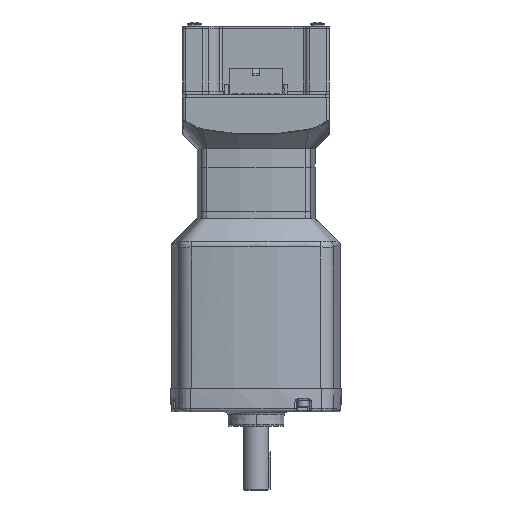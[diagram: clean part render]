
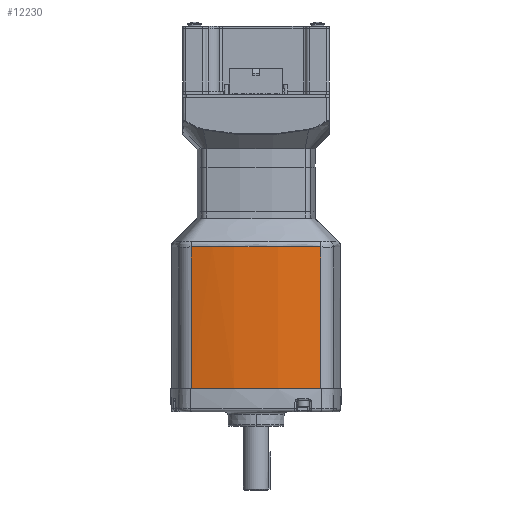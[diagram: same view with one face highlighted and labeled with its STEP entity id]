
A CAD part, front view. The second image highlights one B-rep face of the part: STEP entity #12230.
In plain terms, the highlighted cylindrical face has radius 148.082 mm (diameter 296.164 mm), a partial arc.
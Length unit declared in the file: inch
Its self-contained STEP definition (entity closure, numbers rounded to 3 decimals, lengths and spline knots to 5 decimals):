
#3076 = CYLINDRICAL_SURFACE ( 'NONE', #11640, 5.83 ) ;
#3078 = FACE_OUTER_BOUND ( 'NONE', #20482, .T. ) ;
#4725 = CARTESIAN_POINT ( 'NONE',  ( 1.28869, -1.54529, -0.70331 ) ) ;
#4727 = CARTESIAN_POINT ( 'NONE',  ( 1.29534, -1.54377, -0.70379 ) ) ;
#4729 = CARTESIAN_POINT ( 'NONE',  ( 1.28203, -1.5468, -0.70321 ) ) ;
#4730 = CARTESIAN_POINT ( 'NONE',  ( 1.26871, -1.54978, -0.70319 ) ) ;
#4731 = CARTESIAN_POINT ( 'NONE',  ( 1.24872, -1.55423, -0.70316 ) ) ;
#4732 = CARTESIAN_POINT ( 'NONE',  ( 1.20204, -1.56435, -0.70309 ) ) ;
#4733 = CARTESIAN_POINT ( 'NONE',  ( 1.16195, -1.5726, -0.70303 ) ) ;
#4734 = CARTESIAN_POINT ( 'NONE',  ( 1.08167, -1.58854, -0.70292 ) ) ;
#4735 = CARTESIAN_POINT ( 'NONE',  ( 0.97437, -1.60828, -0.70278 ) ) ;
#4736 = CARTESIAN_POINT ( 'NONE',  ( 0.86655, -1.625, -0.70268 ) ) ;
#4737 = CARTESIAN_POINT ( 'NONE',  ( 0.75845, -1.64021, -0.70258 ) ) ;
#4738 = CARTESIAN_POINT ( 'NONE',  ( 0.70423, -1.64707, -0.70255 ) ) ;
#4739 = CARTESIAN_POINT ( 'NONE',  ( 0.4332, -1.67748, -0.70236 ) ) ;
#4740 = CARTESIAN_POINT ( 'NONE',  ( 0.21646, -1.68951, -0.70227 ) ) ;
#4741 = CARTESIAN_POINT ( 'NONE',  ( -0.21689, -1.68949, -0.70227 ) ) ;
#4742 = CARTESIAN_POINT ( 'NONE',  ( -0.43349, -1.67744, -0.70236 ) ) ;
#4743 = CARTESIAN_POINT ( 'NONE',  ( -0.75827, -1.641, -0.70258 ) ) ;
#4744 = CARTESIAN_POINT ( 'NONE',  ( -0.86659, -1.62577, -0.70267 ) ) ;
#4745 = CARTESIAN_POINT ( 'NONE',  ( -1.02799, -1.59841, -0.70285 ) ) ;
#4746 = CARTESIAN_POINT ( 'NONE',  ( -1.08165, -1.58854, -0.70292 ) ) ;
#4747 = CARTESIAN_POINT ( 'NONE',  ( -1.16194, -1.5726, -0.70303 ) ) ;
#4748 = CARTESIAN_POINT ( 'NONE',  ( -1.20203, -1.56435, -0.70309 ) ) ;
#4749 = CARTESIAN_POINT ( 'NONE',  ( -1.24872, -1.55423, -0.70316 ) ) ;
#4750 = CARTESIAN_POINT ( 'NONE',  ( -1.26871, -1.54978, -0.70319 ) ) ;
#4751 = CARTESIAN_POINT ( 'NONE',  ( -1.28203, -1.5468, -0.70321 ) ) ;
#4752 = CARTESIAN_POINT ( 'NONE',  ( -1.28869, -1.54529, -0.70331 ) ) ;
#4753 = CARTESIAN_POINT ( 'NONE',  ( -1.29534, -1.54377, -0.70379 ) ) ;
#6324 = CARTESIAN_POINT ( 'NONE',  ( 0., 4.1405, -3.536 ) ) ;
#6326 = DIRECTION ( 'NONE',  ( 0., 0., -1. ) ) ;
#6328 = DIRECTION ( 'NONE',  ( -1., 0., 0. ) ) ;
#7013 = LINE ( 'NONE', #8541, #7028 ) ;
#7028 = VECTOR ( 'NONE', #8531, 39.37008 ) ;
#7043 = LINE ( 'NONE', #8572, #7047 ) ;
#7047 = VECTOR ( 'NONE', #8575, 39.37008 ) ;
#7688 = ORIENTED_EDGE ( 'NONE', *, *, #28728, .T. ) ;
#8531 = DIRECTION ( 'NONE',  ( 0., 0., -1. ) ) ;
#8541 = CARTESIAN_POINT ( 'NONE',  ( 1.29534, -1.54377, 4.13563 ) ) ;
#8572 = CARTESIAN_POINT ( 'NONE',  ( -1.29534, -1.54377, 4.13563 ) ) ;
#8575 = DIRECTION ( 'NONE',  ( 0., 0., -1. ) ) ;
#9168 = AXIS2_PLACEMENT_3D ( 'NONE', #6324, #6326, #6328 ) ;
#11508 = CARTESIAN_POINT ( 'NONE',  ( -1.29534, -1.54377, -3.536 ) ) ;
#11632 = CARTESIAN_POINT ( 'NONE',  ( 1.29534, -1.54377, -3.536 ) ) ;
#11640 = AXIS2_PLACEMENT_3D ( 'NONE', #39495, #39490, #39487 ) ;
#12230 = ADVANCED_FACE ( 'NONE', ( #3078 ), #3076, .T. ) ;
#14928 = B_SPLINE_CURVE_WITH_KNOTS ( 'NONE', 3,
 ( #4727, #4725, #4729, #4730, #4731, #4732, #4733, #4734, #4735, #4736, #4737, #4738, #4739, #4740, #4741, #4742, #4743, #4744, #4745, #4746, #4747, #4748, #4749, #4750, #4751, #4752, #4753 ),
 .UNSPECIFIED., .F., .F.,
 ( 4, 2, 1, 1, 2, 1, 2, 2, 2, 2, 2, 2, 1, 1, 2, 4 ),
 ( 0., 0.00052, 0.00104, 0.00208, 0.00416, 0.00831, 0.01247, 0.01663, 0.03325, 0.04988, 0.05819, 0.06235, 0.06443, 0.06547, 0.06599, 0.0665 ),
 .UNSPECIFIED. ) ;
#19823 = VERTEX_POINT ( 'NONE', #11632 ) ;
#19937 = VERTEX_POINT ( 'NONE', #11508 ) ;
#20482 = EDGE_LOOP ( 'NONE', ( #32755, #32725, #7688, #23214 ) ) ;
#23119 = CARTESIAN_POINT ( 'NONE',  ( 1.29534, -1.54377, -0.70379 ) ) ;
#23160 = CARTESIAN_POINT ( 'NONE',  ( -1.29534, -1.54377, -0.70379 ) ) ;
#23214 = ORIENTED_EDGE ( 'NONE', *, *, #28405, .T. ) ;
#28396 = EDGE_CURVE ( 'NONE', #37101, #19823, #7013, .T. ) ;
#28405 = EDGE_CURVE ( 'NONE', #38089, #19937, #7043, .T. ) ;
#28728 = EDGE_CURVE ( 'NONE', #37101, #38089, #14928, .T. ) ;
#30443 = EDGE_CURVE ( 'NONE', #19823, #19937, #31661, .T. ) ;
#31661 = CIRCLE ( 'NONE', #9168, 5.83 ) ;
#32725 = ORIENTED_EDGE ( 'NONE', *, *, #28396, .F. ) ;
#32755 = ORIENTED_EDGE ( 'NONE', *, *, #30443, .F. ) ;
#37101 = VERTEX_POINT ( 'NONE', #23119 ) ;
#38089 = VERTEX_POINT ( 'NONE', #23160 ) ;
#39487 = DIRECTION ( 'NONE',  ( -1., 0., 0. ) ) ;
#39490 = DIRECTION ( 'NONE',  ( 0., 0., -1. ) ) ;
#39495 = CARTESIAN_POINT ( 'NONE',  ( 0., 4.1405, 4.13563 ) ) ;
